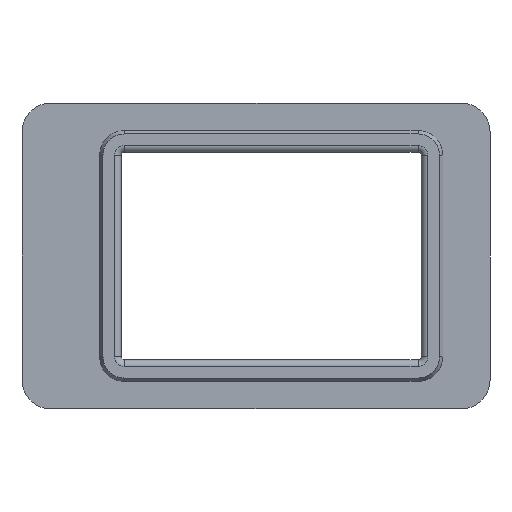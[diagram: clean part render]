
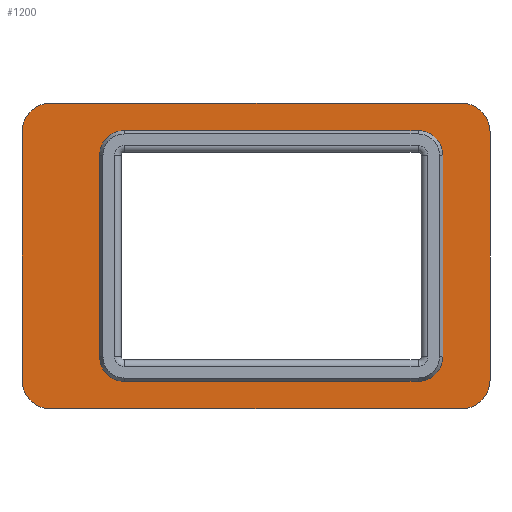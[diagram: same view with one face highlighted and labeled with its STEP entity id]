
A CAD part, front view. The second image highlights one B-rep face of the part: STEP entity #1200.
In plain terms, the highlighted planar face has unit normal (0, -1, 0).
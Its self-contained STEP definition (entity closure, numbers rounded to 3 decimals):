
#17=FACE_BOUND('',#221,.T.);
#52=PLANE('',#1345);
#143=FACE_OUTER_BOUND('',#220,.T.);
#220=EDGE_LOOP('',(#1086,#1087,#1088,#1089,#1090,#1091,#1092,#1093));
#221=EDGE_LOOP('',(#1094,#1095,#1096,#1097,#1098,#1099,#1100,#1101));
#228=CIRCLE('',#1226,2.6);
#241=CIRCLE('',#1255,2.6);
#253=CIRCLE('',#1283,2.6);
#265=CIRCLE('',#1312,2.6);
#270=CIRCLE('',#1330,3.5);
#272=CIRCLE('',#1334,3.5);
#274=CIRCLE('',#1338,3.5);
#276=CIRCLE('',#1342,3.5);
#303=LINE('',#1800,#415);
#327=LINE('',#1872,#439);
#353=LINE('',#1951,#465);
#370=LINE('',#2005,#482);
#374=LINE('',#2015,#486);
#379=LINE('',#2029,#491);
#383=LINE('',#2041,#495);
#387=LINE('',#2053,#499);
#415=VECTOR('',#1423,10.);
#439=VECTOR('',#1503,10.);
#465=VECTOR('',#1591,10.);
#482=VECTOR('',#1660,10.);
#486=VECTOR('',#1672,10.);
#491=VECTOR('',#1685,10.);
#495=VECTOR('',#1697,10.);
#499=VECTOR('',#1709,10.);
#514=VERTEX_POINT('',#1754);
#515=VERTEX_POINT('',#1756);
#528=VERTEX_POINT('',#1798);
#538=VERTEX_POINT('',#1834);
#548=VERTEX_POINT('',#1870);
#558=VERTEX_POINT('',#1906);
#570=VERTEX_POINT('',#1949);
#578=VERTEX_POINT('',#1981);
#582=VERTEX_POINT('',#2013);
#583=VERTEX_POINT('',#2014);
#586=VERTEX_POINT('',#2022);
#588=VERTEX_POINT('',#2028);
#590=VERTEX_POINT('',#2034);
#592=VERTEX_POINT('',#2040);
#594=VERTEX_POINT('',#2046);
#596=VERTEX_POINT('',#2052);
#614=EDGE_CURVE('',#514,#515,#228,.T.);
#635=EDGE_CURVE('',#528,#514,#303,.T.);
#653=EDGE_CURVE('',#538,#528,#241,.T.);
#671=EDGE_CURVE('',#548,#538,#327,.T.);
#689=EDGE_CURVE('',#558,#548,#253,.T.);
#711=EDGE_CURVE('',#570,#558,#353,.T.);
#727=EDGE_CURVE('',#578,#570,#265,.T.);
#738=EDGE_CURVE('',#515,#578,#370,.T.);
#742=EDGE_CURVE('',#582,#583,#374,.T.);
#746=EDGE_CURVE('',#586,#582,#270,.T.);
#749=EDGE_CURVE('',#588,#586,#379,.T.);
#752=EDGE_CURVE('',#590,#588,#272,.T.);
#755=EDGE_CURVE('',#592,#590,#383,.T.);
#758=EDGE_CURVE('',#594,#592,#274,.T.);
#761=EDGE_CURVE('',#596,#594,#387,.T.);
#764=EDGE_CURVE('',#583,#596,#276,.T.);
#1086=ORIENTED_EDGE('',*,*,#764,.F.);
#1087=ORIENTED_EDGE('',*,*,#742,.F.);
#1088=ORIENTED_EDGE('',*,*,#746,.F.);
#1089=ORIENTED_EDGE('',*,*,#749,.F.);
#1090=ORIENTED_EDGE('',*,*,#752,.F.);
#1091=ORIENTED_EDGE('',*,*,#755,.F.);
#1092=ORIENTED_EDGE('',*,*,#758,.F.);
#1093=ORIENTED_EDGE('',*,*,#761,.F.);
#1094=ORIENTED_EDGE('',*,*,#711,.T.);
#1095=ORIENTED_EDGE('',*,*,#689,.T.);
#1096=ORIENTED_EDGE('',*,*,#671,.T.);
#1097=ORIENTED_EDGE('',*,*,#653,.T.);
#1098=ORIENTED_EDGE('',*,*,#635,.T.);
#1099=ORIENTED_EDGE('',*,*,#614,.T.);
#1100=ORIENTED_EDGE('',*,*,#738,.T.);
#1101=ORIENTED_EDGE('',*,*,#727,.T.);
#1200=ADVANCED_FACE('',(#143,#17),#52,.F.);
#1226=AXIS2_PLACEMENT_3D('',#1758,#1380,#1381);
#1255=AXIS2_PLACEMENT_3D('',#1836,#1464,#1465);
#1283=AXIS2_PLACEMENT_3D('',#1908,#1544,#1545);
#1312=AXIS2_PLACEMENT_3D('',#1983,#1628,#1629);
#1330=AXIS2_PLACEMENT_3D('',#2023,#1678,#1679);
#1334=AXIS2_PLACEMENT_3D('',#2035,#1690,#1691);
#1338=AXIS2_PLACEMENT_3D('',#2047,#1702,#1703);
#1342=AXIS2_PLACEMENT_3D('',#2058,#1714,#1715);
#1345=AXIS2_PLACEMENT_3D('',#2061,#1720,#1721);
#1380=DIRECTION('center_axis',(0.,1.,0.));
#1381=DIRECTION('ref_axis',(0.,0.,1.));
#1423=DIRECTION('',(1.,0.,0.));
#1464=DIRECTION('center_axis',(0.,1.,0.));
#1465=DIRECTION('ref_axis',(-1.,0.,0.));
#1503=DIRECTION('',(0.,0.,1.));
#1544=DIRECTION('center_axis',(0.,1.,0.));
#1545=DIRECTION('ref_axis',(0.,0.,-1.));
#1591=DIRECTION('',(-1.,0.,0.));
#1628=DIRECTION('center_axis',(0.,1.,0.));
#1629=DIRECTION('ref_axis',(1.,0.,0.));
#1660=DIRECTION('',(0.,0.,-1.));
#1672=DIRECTION('',(0.,0.,-1.));
#1678=DIRECTION('center_axis',(0.,1.,0.));
#1679=DIRECTION('ref_axis',(0.,0.,1.));
#1685=DIRECTION('',(1.,0.,0.));
#1690=DIRECTION('center_axis',(0.,1.,0.));
#1691=DIRECTION('ref_axis',(-1.,0.,0.));
#1697=DIRECTION('',(0.,0.,1.));
#1702=DIRECTION('center_axis',(0.,1.,0.));
#1703=DIRECTION('ref_axis',(0.,0.,
-1.));
#1709=DIRECTION('',(-1.,0.,0.));
#1714=DIRECTION('center_axis',(0.,1.,0.));
#1715=DIRECTION('ref_axis',(1.,0.,0.));
#1720=DIRECTION('center_axis',(0.,1.,0.));
#1721=DIRECTION('ref_axis',(-1.,0.,0.));
#1754=CARTESIAN_POINT('',(-1170.262,-1.,96.464));
#1756=CARTESIAN_POINT('',(-1167.662,-1.,93.864));
#1758=CARTESIAN_POINT('Origin',(-1170.262,-1.,93.864));
#1798=CARTESIAN_POINT('',(-1205.862,-1.,96.464));
#1800=CARTESIAN_POINT('',(-1205.862,-1.,96.464));
#1834=CARTESIAN_POINT('',(-1208.462,-1.,93.864));
#1836=CARTESIAN_POINT('Origin',(-1205.862,-1.,93.864));
#1870=CARTESIAN_POINT('',(-1208.462,-1.,69.464));
#1872=CARTESIAN_POINT('',(-1208.462,-1.,69.464));
#1906=CARTESIAN_POINT('',(-1205.862,-1.,66.864));
#1908=CARTESIAN_POINT('Origin',(-1205.862,-1.,69.464));
#1949=CARTESIAN_POINT('',(-1170.262,-1.,66.864));
#1951=CARTESIAN_POINT('',(-1170.262,-1.,66.864));
#1981=CARTESIAN_POINT('',(-1167.662,-1.,69.464));
#1983=CARTESIAN_POINT('Origin',(-1170.262,-1.,69.464));
#2005=CARTESIAN_POINT('',(-1167.662,-1.,93.864));
#2013=CARTESIAN_POINT('',(-1161.535,-1.,96.709));
#2014=CARTESIAN_POINT('',(-1161.535,-1.,66.619));
#2015=CARTESIAN_POINT('',(-1161.535,-1.,96.709));
#2022=CARTESIAN_POINT('',(-1165.035,-1.,100.209));
#2023=CARTESIAN_POINT('Origin',(-1165.035,-1.,96.709));
#2028=CARTESIAN_POINT('',(-1214.774,-1.,100.209));
#2029=CARTESIAN_POINT('',(-1214.774,-1.,100.209));
#2034=CARTESIAN_POINT('',(-1218.274,-1.,96.709));
#2035=CARTESIAN_POINT('Origin',(-1214.774,-1.,96.709));
#2040=CARTESIAN_POINT('',(-1218.274,-1.,66.619));
#2041=CARTESIAN_POINT('',(-1218.274,-1.,66.619));
#2046=CARTESIAN_POINT('',(-1214.774,-1.,63.119));
#2047=CARTESIAN_POINT('Origin',(-1214.774,-1.,66.619));
#2052=CARTESIAN_POINT('',(-1165.035,-1.,63.119));
#2053=CARTESIAN_POINT('',(-1165.035,-1.,63.119));
#2058=CARTESIAN_POINT('Origin',(-1165.035,-1.,66.619));
#2061=CARTESIAN_POINT('Origin',(-1189.905,-1.,81.664));
